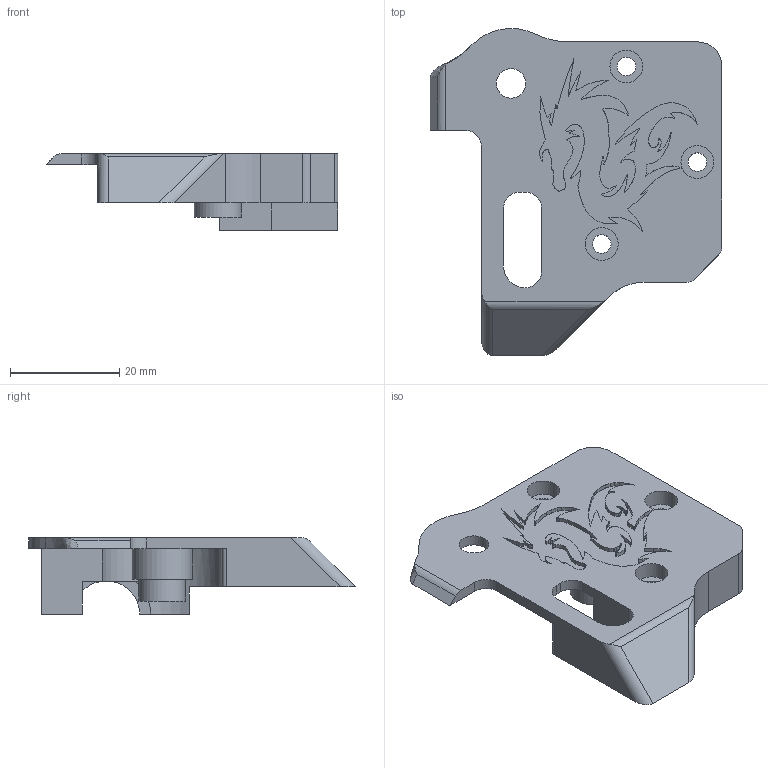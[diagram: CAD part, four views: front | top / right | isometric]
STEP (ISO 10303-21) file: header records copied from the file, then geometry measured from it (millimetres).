
FILE_DESCRIPTION(/* description */ ('FreeCAD Model'),/* implementation_level */ '2;1');
FILE_NAME(/* name */ 'Drakon_1.75_Cover.stp',/* time_stamp */ '2020-03-21T12:39:19+00:00',/* author */ ('Ax'),/* organization */ (''),/* preprocessor_version */ 'ST-DEVELOPER v17',/* originating_system */ 'Autodesk Inventor 2019',/* authorisation */ 'Unknown');
FILE_SCHEMA (('AUTOMOTIVE_DESIGN { 1 0 10303 214 3 1 1 }'));
Length unit declared in the file: millimetre
Products named in the file (1): RAMPSDrakon_1.75_Cover
Bounding box: 53.42 x 59.84 x 14 mm (x, y, z)
Volume: 12842.8 mm3; surface area: 7739.1 mm2
Topology: 1 solids, 1 shells, 383 faces, 1146 edges, 770 vertices
Faces by surface type: bspline 294, plane 59, cylinder 30
Full cylindrical faces by diameter (mm): 3.4 x3, 5.4 x1, 6 x3, 8.6 x1, 11 x1
Entity records: 15301 total; most frequent: CARTESIAN_POINT 6300, ORIENTED_EDGE 2292, EDGE_CURVE 1146, DIRECTION 949, VERTEX_POINT 770, B_SPLINE_CURVE_WITH_KNOTS 525, LINE 473, VECTOR 473
